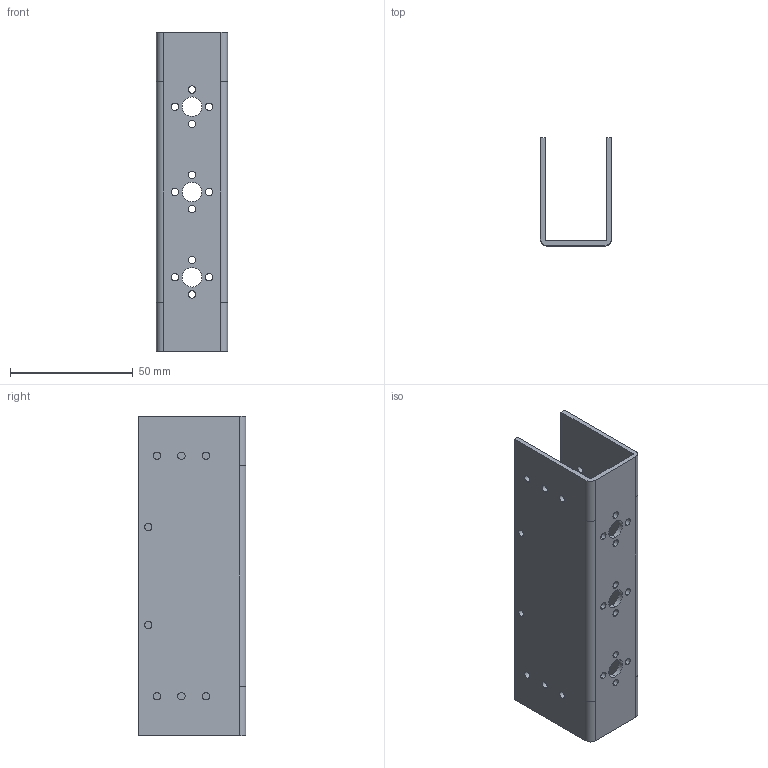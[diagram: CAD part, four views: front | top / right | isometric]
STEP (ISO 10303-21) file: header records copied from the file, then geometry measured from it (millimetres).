
FILE_DESCRIPTION (( 'STEP AP203' ), '1' );
FILE_NAME ('ﾆﾏﾔﾆﾌｨｵﾗﾗ', '2023-07-30T07:34:49', ( '' ), ( '' ), 'SwSTEP 2.0', 'SolidWorks 2023', '' );
FILE_SCHEMA (( 'CONFIG_CONTROL_DESIGN' ));
Length unit declared in the file: millimetre
Products named in the file (1): 契合云台底座
Bounding box: 29 x 44 x 130 mm (x, y, z)
Volume: 27903.3 mm3; surface area: 29815 mm2
Topology: 1 solids, 1 shells, 110 faces, 310 edges, 202 vertices
Faces by surface type: cylinder 84, plane 20, bspline 6
Entity records: 3883 total; most frequent: CARTESIAN_POINT 689, DIRECTION 674, ORIENTED_EDGE 620, EDGE_CURVE 310, AXIS2_PLACEMENT_3D 277, VERTEX_POINT 202, EDGE_LOOP 190, CIRCLE 172
